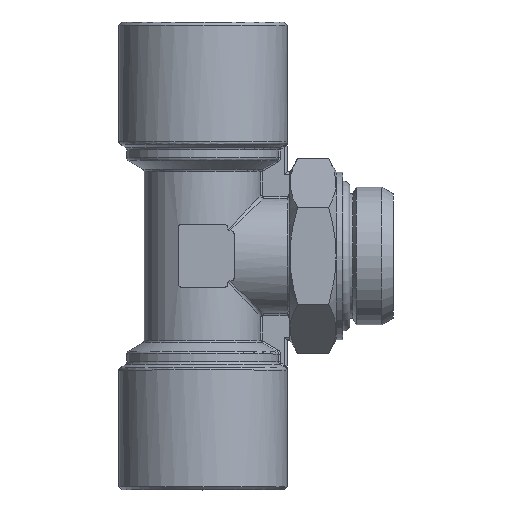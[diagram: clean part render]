
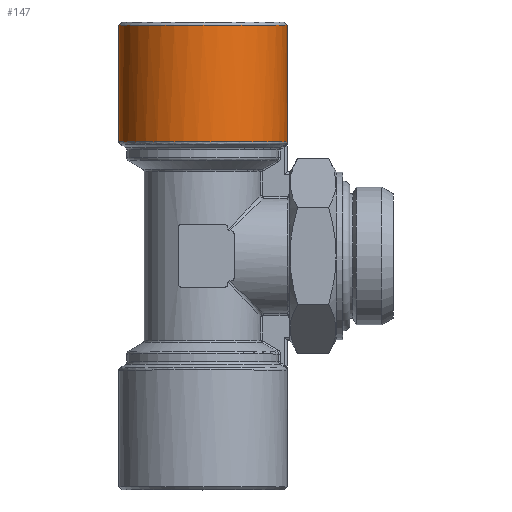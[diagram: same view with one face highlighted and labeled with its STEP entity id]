
A CAD part, top view. The second image highlights one B-rep face of the part: STEP entity #147.
In plain terms, the highlighted cylindrical face has radius 13.5 mm (diameter 27 mm), a full revolution.
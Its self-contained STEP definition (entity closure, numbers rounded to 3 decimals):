
#147 = ADVANCED_FACE( 'NONE', ( #693, #694 ), #695, .T. );
#693 = FACE_OUTER_BOUND( '', #2604, .T. );
#694 = FACE_OUTER_BOUND( '', #2605, .T. );
#695 = CYLINDRICAL_SURFACE( '', #2606, 13.5 );
#2604 = EDGE_LOOP( '', ( #8217, #8218, #8219 ) );
#2605 = EDGE_LOOP( '', ( #8220 ) );
#2606 = AXIS2_PLACEMENT_3D( '', #8221, #8222, #8223 );
#8217 = ORIENTED_EDGE( '', *, *, #11245, .F. );
#8218 = ORIENTED_EDGE( '', *, *, #11246, .F. );
#8219 = ORIENTED_EDGE( '', *, *, #11247, .F. );
#8220 = ORIENTED_EDGE( '', *, *, #11248, .T. );
#8221 = CARTESIAN_POINT( '', ( 0., 0., 0. ) );
#8222 = DIRECTION( '', ( 0., 1., 0. ) );
#8223 = DIRECTION( '', ( 0., 0., -1. ) );
#11245 = EDGE_CURVE( 'NONE', #12699, #12546, #12700, .T. );
#11246 = EDGE_CURVE( 'NONE', #12701, #12699, #12702, .T. );
#11247 = EDGE_CURVE( 'NONE', #12546, #12701, #12703, .T. );
#11248 = EDGE_CURVE( 'NONE', #12704, #12704, #12705, .T. );
#12546 = VERTEX_POINT( 'NONE', #15722 );
#12699 = VERTEX_POINT( 'NONE', #16248 );
#12700 = CIRCLE( '', #16249, 13.5 );
#12701 = VERTEX_POINT( 'NONE', #16250 );
#12702 = CIRCLE( '', #16251, 13.5 );
#12703 = CIRCLE( '', #16252, 13.5 );
#12704 = VERTEX_POINT( '', #16253 );
#12705 = CIRCLE( '', #16254, 13.5 );
#15722 = CARTESIAN_POINT( '', ( 13.439, 18.299, -1.281 ) );
#16248 = CARTESIAN_POINT( '', ( 13.439, 18.299, 1.281 ) );
#16249 = AXIS2_PLACEMENT_3D( '', #21988, #21989, #21990 );
#16250 = CARTESIAN_POINT( '', ( 13.5, 18.299, 0. ) );
#16251 = AXIS2_PLACEMENT_3D( '', #21991, #21992, #21993 );
#16252 = AXIS2_PLACEMENT_3D( '', #21994, #21995, #21996 );
#16253 = CARTESIAN_POINT( '', ( 0., 37., -13.5 ) );
#16254 = AXIS2_PLACEMENT_3D( '', #21997, #21998, #21999 );
#21988 = CARTESIAN_POINT( '', ( 0., 18.299, 0. ) );
#21989 = DIRECTION( '', ( 0., -1., 0. ) );
#21990 = DIRECTION( '', ( 0., 0., -1. ) );
#21991 = CARTESIAN_POINT( '', ( 0., 18.299, 0. ) );
#21992 = DIRECTION( '', ( 0., -1., 0. ) );
#21993 = DIRECTION( '', ( 0., 0., -1. ) );
#21994 = CARTESIAN_POINT( '', ( 0., 18.299, 0. ) );
#21995 = DIRECTION( '', ( 0., -1., 0. ) );
#21996 = DIRECTION( '', ( 0., 0., -1. ) );
#21997 = CARTESIAN_POINT( '', ( 0., 37., 0. ) );
#21998 = DIRECTION( '', ( 0., -1., 0. ) );
#21999 = DIRECTION( '', ( 0., 0., -1. ) );
